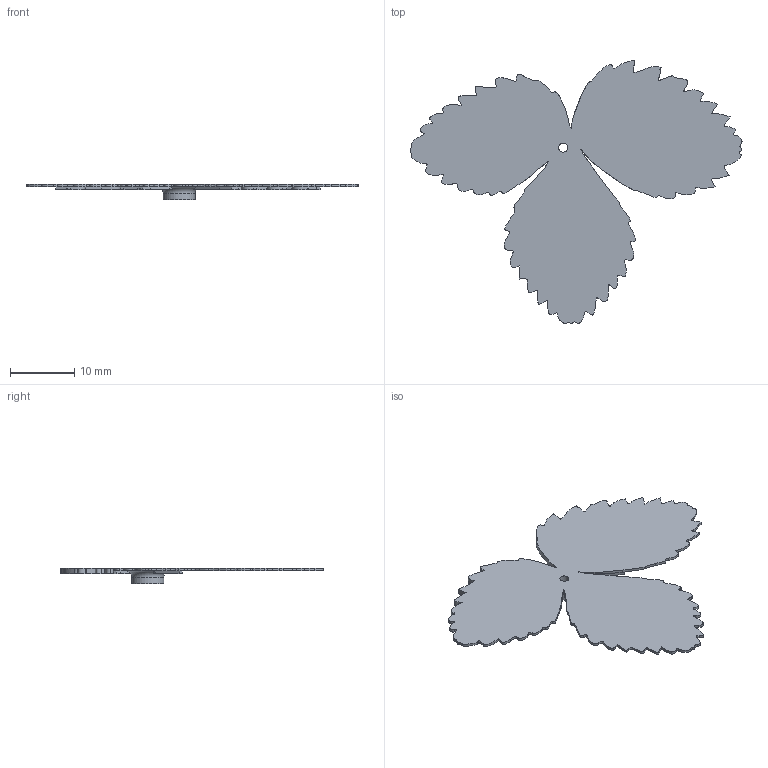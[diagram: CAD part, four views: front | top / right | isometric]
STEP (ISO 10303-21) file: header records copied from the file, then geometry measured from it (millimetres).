
FILE_DESCRIPTION(/* description */ (''),/* implementation_level */ '2;1');
FILE_NAME(/* name */ 'Leaves.step',/* time_stamp */ '2024-04-14T19:29:25-07:00',/* author */ (''),/* organization */ (''),/* preprocessor_version */ 'ST-DEVELOPER v20',/* originating_system */ 'Autodesk Translation Framework v12.20.1.177',/* authorisation */ '');
FILE_SCHEMA (('AUTOMOTIVE_DESIGN { 1 0 10303 214 3 1 1 }'));
Length unit declared in the file: millimetre
Products named in the file (1): Leaves
Bounding box: 51.86 x 41.09 x 2.4 mm (x, y, z)
Volume: 507.5 mm3; surface area: 2337 mm2
Topology: 1 solids, 1 shells, 219 faces, 645 edges, 428 vertices
Faces by surface type: bspline 170, plane 46, cylinder 2, torus 1
Full cylindrical faces by diameter (mm): 1.4 x1, 5 x1
Entity records: 8753 total; most frequent: CARTESIAN_POINT 4478, ORIENTED_EDGE 1290, EDGE_CURVE 645, VERTEX_POINT 428, DIRECTION 413, LINE 289, VECTOR 289, EDGE_LOOP 221
